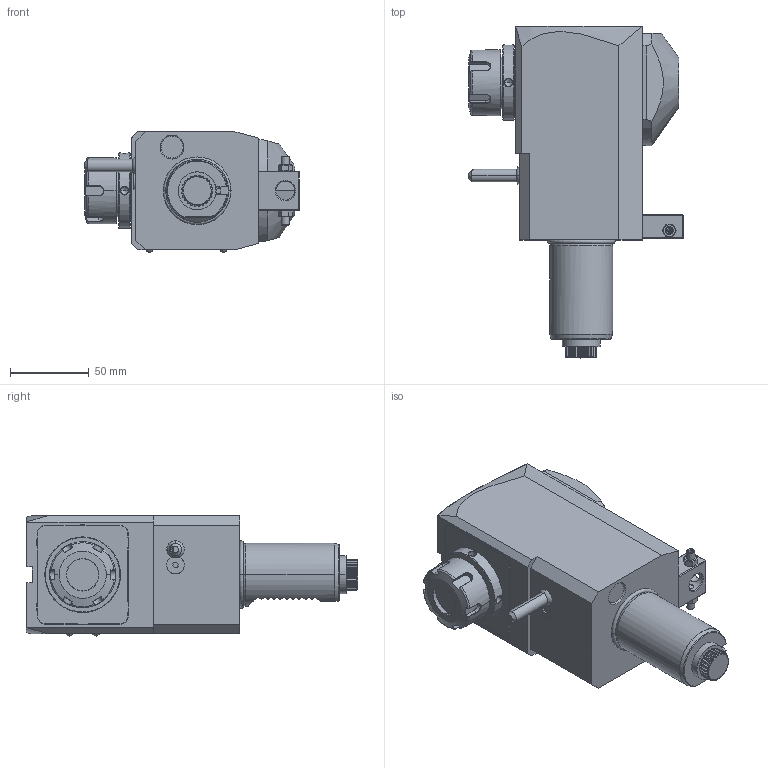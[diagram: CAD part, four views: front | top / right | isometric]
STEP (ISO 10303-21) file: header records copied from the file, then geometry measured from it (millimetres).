
FILE_DESCRIPTION((''),'2;1');
FILE_NAME('NGT1_40_231_25_2_2_100','2017-03-10T',('vali'),('NOVA GRUP'),'PRO/ENGINEER BY PARAMETRIC TECHNOLOGY CORPORATION, 2010280','PRO/ENGINEER BY PARAMETRIC TECHNOLOGY CORPORATION, 2010280','');
FILE_SCHEMA(('CONFIG_CONTROL_DESIGN'));
Length unit declared in the file: millimetre
Products named in the file (1): NGT1_40_231_25_2_2_100
Bounding box: 136.6 x 211 x 76.6 mm (x, y, z)
Volume: 992318.5 mm3; surface area: 76253.2 mm2
Topology: 1 solids, 1 shells, 554 faces, 1473 edges, 932 vertices
Faces by surface type: plane 194, cylinder 185, cone 97, bspline 56, torus 14, sphere 6, extrusion 2
Entity records: 24430 total; most frequent: CARTESIAN_POINT 11559, ORIENTED_EDGE 2914, DIRECTION 2307, EDGE_CURVE 1457, VERTEX_POINT 932, AXIS2_PLACEMENT_3D 829, VECTOR 649, LINE 647
